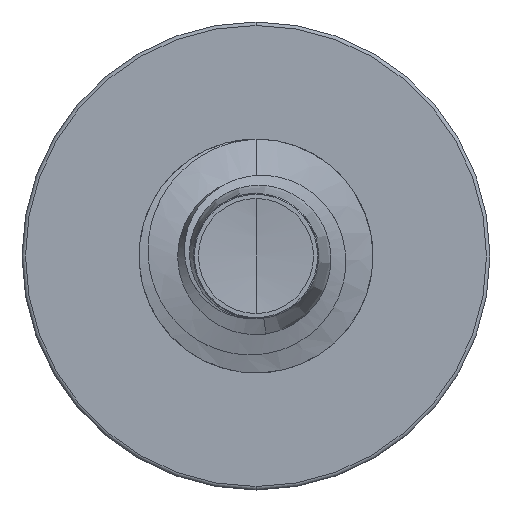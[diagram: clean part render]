
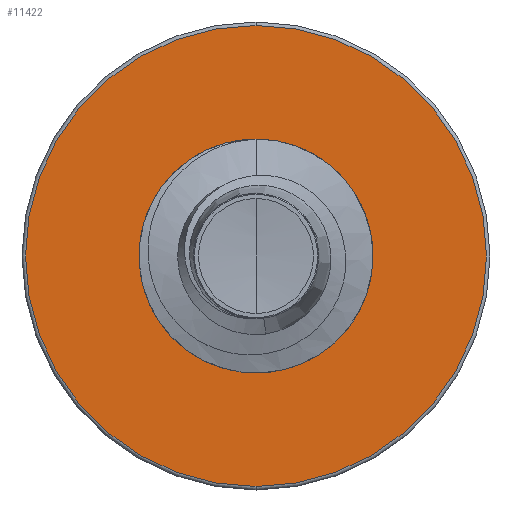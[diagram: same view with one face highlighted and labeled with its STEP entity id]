
A CAD part, front view. The second image highlights one B-rep face of the part: STEP entity #11422.
In plain terms, the highlighted planar face has unit normal (0, -1, 0).
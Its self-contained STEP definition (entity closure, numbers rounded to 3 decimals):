
#973 = AXIS2_PLACEMENT_3D ( 'NONE', #3752, #12177, #5486 ) ;
#1348 = CARTESIAN_POINT ( 'NONE',  ( 0., 11., 0. ) ) ;
#1451 = ORIENTED_EDGE ( 'NONE', *, *, #13261, .T. ) ;
#1537 = AXIS2_PLACEMENT_3D ( 'NONE', #2636, #11728, #4495 ) ;
#1552 = DIRECTION ( 'NONE',  ( 0., 0., 1. ) ) ;
#1950 = AXIS2_PLACEMENT_3D ( 'NONE', #14370, #12797, #1552 ) ;
#2636 = CARTESIAN_POINT ( 'NONE',  ( 0., 11., 0. ) ) ;
#3085 = FACE_OUTER_BOUND ( 'NONE', #4656, .T. ) ;
#3320 = DIRECTION ( 'NONE',  ( 0., 0., 1. ) ) ;
#3585 = AXIS2_PLACEMENT_3D ( 'NONE', #4176, #12347, #5878 ) ;
#3612 = CARTESIAN_POINT ( 'NONE',  ( 0., 11., 2.842 ) ) ;
#3752 = CARTESIAN_POINT ( 'NONE',  ( 0., 11., 0. ) ) ;
#3764 = VERTEX_POINT ( 'NONE', #5789 ) ;
#4104 = VERTEX_POINT ( 'NONE', #7382 ) ;
#4176 = CARTESIAN_POINT ( 'NONE',  ( 0., 11., 0. ) ) ;
#4495 = DIRECTION ( 'NONE',  ( 0., 0., 1. ) ) ;
#4656 = EDGE_LOOP ( 'NONE', ( #5730, #9439 ) ) ;
#4830 = AXIS2_PLACEMENT_3D ( 'NONE', #1348, #11283, #3320 ) ;
#5486 = DIRECTION ( 'NONE',  ( 0., 0., 1. ) ) ;
#5509 = CIRCLE ( 'NONE', #3585, 5.91 ) ;
#5730 = ORIENTED_EDGE ( 'NONE', *, *, #13450, .F. ) ;
#5789 = CARTESIAN_POINT ( 'NONE',  ( 0., 11., -2.842 ) ) ;
#5878 = DIRECTION ( 'NONE',  ( 0., 0., 1. ) ) ;
#7382 = CARTESIAN_POINT ( 'NONE',  ( 0., 11., 5.91 ) ) ;
#8317 = CIRCLE ( 'NONE', #1537, 2.842 ) ;
#9439 = ORIENTED_EDGE ( 'NONE', *, *, #14807, .F. ) ;
#11283 = DIRECTION ( 'NONE',  ( 0., 1., 0. ) ) ;
#11422 = ADVANCED_FACE ( 'NONE', ( #3085, #14459 ), #15092, .F. ) ;
#11696 = CIRCLE ( 'NONE', #4830, 5.91 ) ;
#11728 = DIRECTION ( 'NONE',  ( 0., 1., 0. ) ) ;
#12077 = CARTESIAN_POINT ( 'NONE',  ( 0., 11., -5.91 ) ) ;
#12177 = DIRECTION ( 'NONE',  ( 0., 1., 0. ) ) ;
#12252 = EDGE_CURVE ( 'NONE', #13157, #3764, #13844, .T. ) ;
#12347 = DIRECTION ( 'NONE',  ( 0., 1., 0. ) ) ;
#12797 = DIRECTION ( 'NONE',  ( 0., 1., 0. ) ) ;
#13074 = EDGE_LOOP ( 'NONE', ( #13814, #1451 ) ) ;
#13157 = VERTEX_POINT ( 'NONE', #3612 ) ;
#13261 = EDGE_CURVE ( 'NONE', #3764, #13157, #8317, .T. ) ;
#13450 = EDGE_CURVE ( 'NONE', #4104, #14130, #5509, .T. ) ;
#13814 = ORIENTED_EDGE ( 'NONE', *, *, #12252, .T. ) ;
#13844 = CIRCLE ( 'NONE', #973, 2.842 ) ;
#14130 = VERTEX_POINT ( 'NONE', #12077 ) ;
#14370 = CARTESIAN_POINT ( 'NONE',  ( 0., 11., -2.842 ) ) ;
#14459 = FACE_BOUND ( 'NONE', #13074, .T. ) ;
#14807 = EDGE_CURVE ( 'NONE', #14130, #4104, #11696, .T. ) ;
#15092 = PLANE ( 'NONE',  #1950 ) ;
